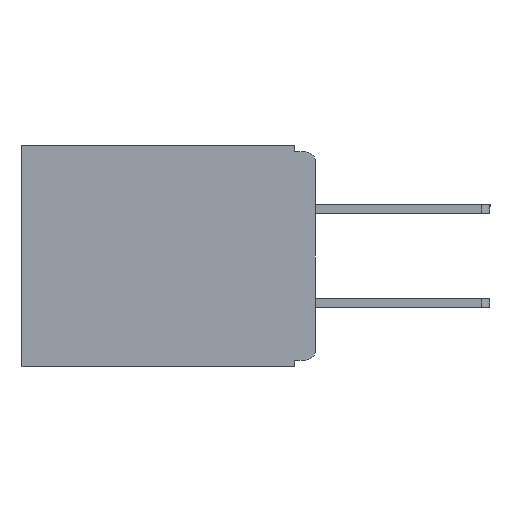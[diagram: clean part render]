
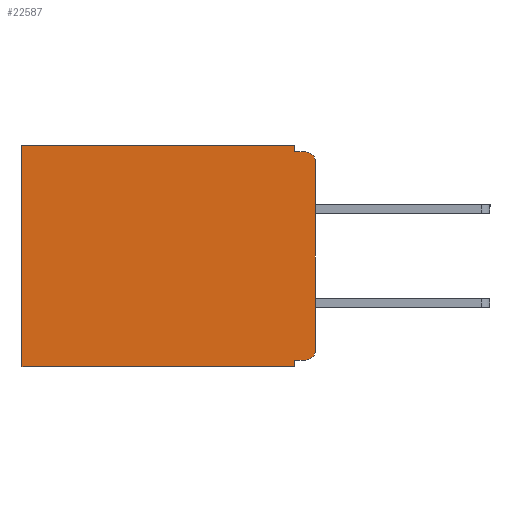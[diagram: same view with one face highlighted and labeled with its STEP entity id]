
A CAD part, left-side view. The second image highlights one B-rep face of the part: STEP entity #22587.
In plain terms, the highlighted planar face has unit normal (-1, 0, 0).
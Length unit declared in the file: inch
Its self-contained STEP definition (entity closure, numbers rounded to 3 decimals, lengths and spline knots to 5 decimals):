
#246 = ORIENTED_EDGE ( 'NONE', *, *, #22335, .F. ) ;
#258 = VECTOR ( 'NONE', #27416, 39.37008 ) ;
#295 = ORIENTED_EDGE ( 'NONE', *, *, #23893, .F. ) ;
#727 = VECTOR ( 'NONE', #17261, 39.37008 ) ;
#774 = CARTESIAN_POINT ( 'NONE',  ( 0.3, 0., 0. ) ) ;
#821 = LINE ( 'NONE', #9415, #18210 ) ;
#1872 = DIRECTION ( 'NONE',  ( -1., 0., 0. ) ) ;
#2153 = DIRECTION ( 'NONE',  ( 0., 0., -1. ) ) ;
#2723 = AXIS2_PLACEMENT_3D ( 'NONE', #15520, #1872, #17718 ) ;
#2989 = LINE ( 'NONE', #15683, #20285 ) ;
#3125 = DIRECTION ( 'NONE',  ( 0., 1., 0. ) ) ;
#3178 = VERTEX_POINT ( 'NONE', #24265 ) ;
#3298 = VECTOR ( 'NONE', #3125, 39.37008 ) ;
#3306 = VERTEX_POINT ( 'NONE', #17924 ) ;
#3745 = CARTESIAN_POINT ( 'NONE',  ( 0.3, 0., -0.01 ) ) ;
#4952 = ORIENTED_EDGE ( 'NONE', *, *, #17872, .T. ) ;
#5567 = EDGE_CURVE ( 'NONE', #3178, #14354, #26986, .T. ) ;
#6064 = ORIENTED_EDGE ( 'NONE', *, *, #8362, .T. ) ;
#6489 = FACE_OUTER_BOUND ( 'NONE', #13914, .T. ) ;
#6555 = EDGE_CURVE ( 'NONE', #23999, #3306, #11685, .T. ) ;
#6771 = CARTESIAN_POINT ( 'NONE',  ( 0.3, 0.031, 0. ) ) ;
#7142 = VERTEX_POINT ( 'NONE', #22210 ) ;
#8223 = ORIENTED_EDGE ( 'NONE', *, *, #21817, .F. ) ;
#8348 = LINE ( 'NONE', #15479, #19564 ) ;
#8362 = EDGE_CURVE ( 'NONE', #7142, #14613, #2989, .T. ) ;
#8513 = CARTESIAN_POINT ( 'NONE',  ( 0.3, 0., -0.32 ) ) ;
#9415 = CARTESIAN_POINT ( 'NONE',  ( 0.3, 0.031, -0.33 ) ) ;
#9678 = CARTESIAN_POINT ( 'NONE',  ( 0.3, 0., -0.33 ) ) ;
#9967 = VERTEX_POINT ( 'NONE', #20336 ) ;
#11017 = DIRECTION ( 'NONE',  ( 0., 0., -1. ) ) ;
#11471 = DIRECTION ( 'NONE',  ( 1., 0., 0. ) ) ;
#11678 = AXIS2_PLACEMENT_3D ( 'NONE', #25803, #12514, #27951 ) ;
#11683 = DIRECTION ( 'NONE',  ( 0., 0., -1. ) ) ;
#11685 = LINE ( 'NONE', #6771, #22832 ) ;
#11997 = CIRCLE ( 'NONE', #11678, 0.015 ) ;
#12142 = CARTESIAN_POINT ( 'NONE',  ( 0.3, 0., -0.025 ) ) ;
#12239 = CARTESIAN_POINT ( 'NONE',  ( 0.3, 0.031, 0. ) ) ;
#12514 = DIRECTION ( 'NONE',  ( -1., 0., 0. ) ) ;
#12875 = ORIENTED_EDGE ( 'NONE', *, *, #27069, .F. ) ;
#12921 = LINE ( 'NONE', #3745, #727 ) ;
#13657 = PLANE ( 'NONE',  #15984 ) ;
#13693 = EDGE_CURVE ( 'NONE', #23999, #7142, #21252, .T. ) ;
#13914 = EDGE_LOOP ( 'NONE', ( #8223, #4952, #246, #24310, #21859, #6064, #295, #12875, #22242, #25726 ) ) ;
#14339 = VERTEX_POINT ( 'NONE', #12142 ) ;
#14354 = VERTEX_POINT ( 'NONE', #23341 ) ;
#14613 = VERTEX_POINT ( 'NONE', #16518 ) ;
#15331 = DIRECTION ( 'NONE',  ( 0., 1., 0. ) ) ;
#15479 = CARTESIAN_POINT ( 'NONE',  ( 0.3, 0., -0.33 ) ) ;
#15520 = CARTESIAN_POINT ( 'NONE',  ( 0.3, 0.015, -0.305 ) ) ;
#15683 = CARTESIAN_POINT ( 'NONE',  ( 0.3, 0.437, -0.33 ) ) ;
#15890 = CARTESIAN_POINT ( 'NONE',  ( 0.3, 0., -0.33 ) ) ;
#15984 = AXIS2_PLACEMENT_3D ( 'NONE', #15890, #11471, #26961 ) ;
#16511 = VERTEX_POINT ( 'NONE', #21173 ) ;
#16518 = CARTESIAN_POINT ( 'NONE',  ( 0.3, 0.437, -0.33 ) ) ;
#17261 = DIRECTION ( 'NONE',  ( 0., -1., 0. ) ) ;
#17718 = DIRECTION ( 'NONE',  ( 0., 0., -1. ) ) ;
#17872 = EDGE_CURVE ( 'NONE', #14339, #27609, #11997, .T. ) ;
#17924 = CARTESIAN_POINT ( 'NONE',  ( 0.3, 0.031, -0.01 ) ) ;
#18210 = VECTOR ( 'NONE', #11683, 39.37008 ) ;
#18382 = LINE ( 'NONE', #9678, #258 ) ;
#19348 = CIRCLE ( 'NONE', #2723, 0.015 ) ;
#19564 = VECTOR ( 'NONE', #11017, 39.37008 ) ;
#20285 = VECTOR ( 'NONE', #2153, 39.37008 ) ;
#20336 = CARTESIAN_POINT ( 'NONE',  ( 0.3, 0., -0.305 ) ) ;
#20467 = VECTOR ( 'NONE', #15331, 39.37008 ) ;
#21173 = CARTESIAN_POINT ( 'NONE',  ( 0.3, 0.031, -0.33 ) ) ;
#21252 = LINE ( 'NONE', #774, #3298 ) ;
#21817 = EDGE_CURVE ( 'NONE', #14339, #9967, #8348, .T. ) ;
#21859 = ORIENTED_EDGE ( 'NONE', *, *, #13693, .T. ) ;
#22210 = CARTESIAN_POINT ( 'NONE',  ( 0.3, 0.437, 0. ) ) ;
#22242 = ORIENTED_EDGE ( 'NONE', *, *, #5567, .F. ) ;
#22335 = EDGE_CURVE ( 'NONE', #3306, #27609, #12921, .T. ) ;
#22587 = ADVANCED_FACE ( 'NONE', ( #6489 ), #13657, .F. ) ;
#22832 = VECTOR ( 'NONE', #24664, 39.37008 ) ;
#23341 = CARTESIAN_POINT ( 'NONE',  ( 0.3, 0.031, -0.32 ) ) ;
#23893 = EDGE_CURVE ( 'NONE', #16511, #14613, #18382, .T. ) ;
#23999 = VERTEX_POINT ( 'NONE', #12239 ) ;
#24265 = CARTESIAN_POINT ( 'NONE',  ( 0.3, 0.015, -0.32 ) ) ;
#24310 = ORIENTED_EDGE ( 'NONE', *, *, #6555, .F. ) ;
#24591 = CARTESIAN_POINT ( 'NONE',  ( 0.3, 0.015, -0.01 ) ) ;
#24664 = DIRECTION ( 'NONE',  ( 0., 0., -1. ) ) ;
#25404 = EDGE_CURVE ( 'NONE', #3178, #9967, #19348, .T. ) ;
#25726 = ORIENTED_EDGE ( 'NONE', *, *, #25404, .T. ) ;
#25803 = CARTESIAN_POINT ( 'NONE',  ( 0.3, 0.015, -0.025 ) ) ;
#26961 = DIRECTION ( 'NONE',  ( 0., 0., -1. ) ) ;
#26986 = LINE ( 'NONE', #8513, #20467 ) ;
#27069 = EDGE_CURVE ( 'NONE', #14354, #16511, #821, .T. ) ;
#27416 = DIRECTION ( 'NONE',  ( 0., 1., 0. ) ) ;
#27609 = VERTEX_POINT ( 'NONE', #24591 ) ;
#27951 = DIRECTION ( 'NONE',  ( 0., 0., -1. ) ) ;
